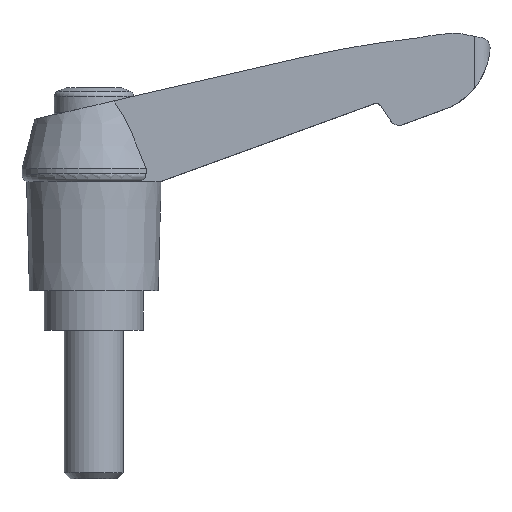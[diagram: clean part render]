
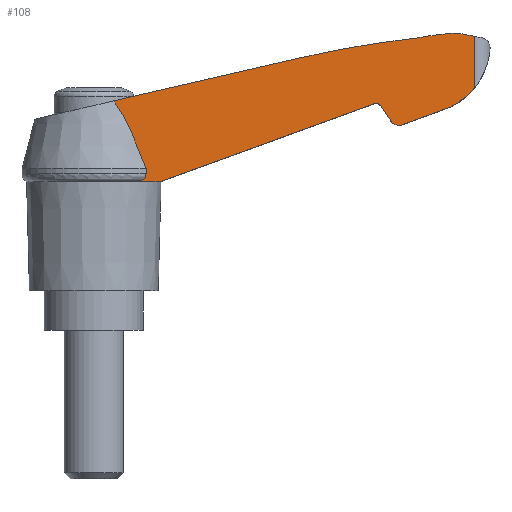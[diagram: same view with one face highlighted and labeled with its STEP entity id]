
A CAD part, top view. The second image highlights one B-rep face of the part: STEP entity #108.
In plain terms, the highlighted planar face has unit normal (0.035, 0, 0.999).
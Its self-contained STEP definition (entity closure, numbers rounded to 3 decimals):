
#108 = ADVANCED_FACE( '', ( #293 ), #294, .F. );
#293 = FACE_OUTER_BOUND( '', #564, .T. );
#294 = PLANE( '', #565 );
#564 = EDGE_LOOP( '', ( #829, #830, #831, #832, #833, #834, #835, #836, #837, #838, #839, #840, #841, #842, #843 ) );
#565 = AXIS2_PLACEMENT_3D( '', #844, #845, #846 );
#829 = ORIENTED_EDGE( '', *, *, #1595, .F. );
#830 = ORIENTED_EDGE( '', *, *, #1596, .T. );
#831 = ORIENTED_EDGE( '', *, *, #1597, .F. );
#832 = ORIENTED_EDGE( '', *, *, #1598, .F. );
#833 = ORIENTED_EDGE( '', *, *, #1599, .T. );
#834 = ORIENTED_EDGE( '', *, *, #1600, .F. );
#835 = ORIENTED_EDGE( '', *, *, #1601, .F. );
#836 = ORIENTED_EDGE( '', *, *, #1602, .F. );
#837 = ORIENTED_EDGE( '', *, *, #1603, .F. );
#838 = ORIENTED_EDGE( '', *, *, #1604, .F. );
#839 = ORIENTED_EDGE( '', *, *, #1605, .F. );
#840 = ORIENTED_EDGE( '', *, *, #1606, .F. );
#841 = ORIENTED_EDGE( '', *, *, #1607, .F. );
#842 = ORIENTED_EDGE( '', *, *, #1608, .F. );
#843 = ORIENTED_EDGE( '', *, *, #1609, .F. );
#844 = CARTESIAN_POINT( '', ( 0., 35., 5.157 ) );
#845 = DIRECTION( '', ( -0.035, 0., -0.999 ) );
#846 = DIRECTION( '', ( -0.999, 0., 0.035 ) );
#1595 = EDGE_CURVE( '', #1894, #1895, #1896, .T. );
#1596 = EDGE_CURVE( '', #1894, #1897, #1898, .T. );
#1597 = EDGE_CURVE( '', #1899, #1897, #1900, .T. );
#1598 = EDGE_CURVE( '', #1901, #1899, #1902, .T. );
#1599 = EDGE_CURVE( '', #1901, #1903, #1904, .T. );
#1600 = EDGE_CURVE( '', #1905, #1903, #1906, .T. );
#1601 = EDGE_CURVE( '', #1907, #1905, #1908, .T. );
#1602 = EDGE_CURVE( '', #1909, #1907, #1910, .T. );
#1603 = EDGE_CURVE( '', #1911, #1909, #1912, .T. );
#1604 = EDGE_CURVE( '', #1913, #1911, #1914, .T. );
#1605 = EDGE_CURVE( '', #1915, #1913, #1916, .T. );
#1606 = EDGE_CURVE( '', #1917, #1915, #1918, .T. );
#1607 = EDGE_CURVE( '', #1919, #1917, #1920, .T. );
#1608 = EDGE_CURVE( '', #1921, #1919, #1922, .T. );
#1609 = EDGE_CURVE( '', #1895, #1921, #1923, .T. );
#1894 = VERTEX_POINT( '', #2338 );
#1895 = VERTEX_POINT( '', #2339 );
#1896 = LINE( '', #2340, #2341 );
#1897 = VERTEX_POINT( '', #2342 );
#1898 = B_SPLINE_CURVE_WITH_KNOTS( '', 3, ( #2343, #2344, #2345, #2346, #2347, #2348 ), .UNSPECIFIED., .F., .F., ( 4, 2, 4 ), ( 0., 0.001, 0.001 ), .UNSPECIFIED. );
#1899 = VERTEX_POINT( '', #2349 );
#1900 = LINE( '', #2350, #2351 );
#1901 = VERTEX_POINT( '', #2352 );
#1902 = LINE( '', #2353, #2354 );
#1903 = VERTEX_POINT( '', #2355 );
#1904 = ELLIPSE( '', #2356, 0.5, 0.5 );
#1905 = VERTEX_POINT( '', #2357 );
#1906 = LINE( '', #2358, #2359 );
#1907 = VERTEX_POINT( '', #2360 );
#1908 = ELLIPSE( '', #2361, 1.001, 1. );
#1909 = VERTEX_POINT( '', #2362 );
#1910 = LINE( '', #2363, #2364 );
#1911 = VERTEX_POINT( '', #2365 );
#1912 = ELLIPSE( '', #2366, 7.004, 7. );
#1913 = VERTEX_POINT( '', #2367 );
#1914 = LINE( '', #2368, #2369 );
#1915 = VERTEX_POINT( '', #2370 );
#1916 = ELLIPSE( '', #2371, 31.019, 31. );
#1917 = VERTEX_POINT( '', #2372 );
#1918 = ELLIPSE( '', #2373, 29.818, 29.8 );
#1919 = VERTEX_POINT( '', #2374 );
#1920 = ELLIPSE( '', #2375, 105.065, 105. );
#1921 = VERTEX_POINT( '', #2376 );
#1922 = LINE( '', #2377, #2378 );
#1923 = B_SPLINE_CURVE_WITH_KNOTS( '', 3, ( #2379, #2380, #2381, #2382, #2383, #2384, #2385, #2386, #2387, #2388 ), .UNSPECIFIED., .F., .F., ( 4, 2, 2, 2, 4 ), ( 0., 0.004, 0.006, 0.007, 0.008 ), .UNSPECIFIED. );
#2338 = CARTESIAN_POINT( '', ( 5.277, 15.772, 4.971 ) );
#2339 = CARTESIAN_POINT( '', ( 5.277, 16.3, 4.971 ) );
#2340 = CARTESIAN_POINT( '', ( 5.277, 44.198, 4.971 ) );
#2341 = VECTOR( '', #3054, 1000. );
#2342 = CARTESIAN_POINT( '', ( 4.596, 15., 4.995 ) );
#2343 = CARTESIAN_POINT( '', ( 5.277, 15.772, 4.971 ) );
#2344 = CARTESIAN_POINT( '', ( 5.273, 15.588, 4.971 ) );
#2345 = CARTESIAN_POINT( '', ( 5.185, 15.415, 4.974 ) );
#2346 = CARTESIAN_POINT( '', ( 4.931, 15.154, 4.983 ) );
#2347 = CARTESIAN_POINT( '', ( 4.769, 15.062, 4.989 ) );
#2348 = CARTESIAN_POINT( '', ( 4.596, 15., 4.995 ) );
#2349 = CARTESIAN_POINT( '', ( 6.7, 15., 4.921 ) );
#2350 = CARTESIAN_POINT( '', ( -0.074, 15., 5.159 ) );
#2351 = VECTOR( '', #3055, 1000. );
#2352 = CARTESIAN_POINT( '', ( 28.344, 22.878, 4.16 ) );
#2353 = CARTESIAN_POINT( '', ( 6.628, 14.974, 4.924 ) );
#2354 = VECTOR( '', #3056, 1000. );
#2355 = CARTESIAN_POINT( '', ( 28.929, 22.687, 4.139 ) );
#2356 = AXIS2_PLACEMENT_3D( '', #3057, #3058, #3059 );
#2357 = CARTESIAN_POINT( '', ( 29.977, 21.134, 4.102 ) );
#2358 = CARTESIAN_POINT( '', ( 28.895, 22.738, 4.141 ) );
#2359 = VECTOR( '', #3060, 1000. );
#2360 = CARTESIAN_POINT( '', ( 31.148, 20.754, 4.061 ) );
#2361 = AXIS2_PLACEMENT_3D( '', #3061, #3062, #3063 );
#2362 = CARTESIAN_POINT( '', ( 35.1, 22.192, 3.922 ) );
#2363 = CARTESIAN_POINT( '', ( 31.049, 20.718, 4.065 ) );
#2364 = VECTOR( '', #3064, 1000. );
#2365 = CARTESIAN_POINT( '', ( 38.456, 24.475, 3.804 ) );
#2366 = AXIS2_PLACEMENT_3D( '', #3065, #3066, #3067 );
#2367 = CARTESIAN_POINT( '', ( 38.456, 29.67, 3.804 ) );
#2368 = CARTESIAN_POINT( '', ( 38.456, 35., 3.804 ) );
#2369 = VECTOR( '', #3068, 1000. );
#2370 = CARTESIAN_POINT( '', ( 36.6, 30., 3.87 ) );
#2371 = AXIS2_PLACEMENT_3D( '', #3069, #3070, #3071 );
#2372 = CARTESIAN_POINT( '', ( 32.6, 29.5, 4.01 ) );
#2373 = AXIS2_PLACEMENT_3D( '', #3072, #3073, #3074 );
#2374 = CARTESIAN_POINT( '', ( 21., 27.532, 4.418 ) );
#2375 = AXIS2_PLACEMENT_3D( '', #3075, #3076, #3077 );
#2376 = CARTESIAN_POINT( '', ( 2.014, 23.149, 5.086 ) );
#2377 = CARTESIAN_POINT( '', ( 20.906, 27.511, 4.422 ) );
#2378 = VECTOR( '', #3078, 1000. );
#2379 = CARTESIAN_POINT( '', ( 5.277, 16.3, 4.971 ) );
#2380 = CARTESIAN_POINT( '', ( 4.838, 17.49, 4.987 ) );
#2381 = CARTESIAN_POINT( '', ( 4.376, 18.673, 5.003 ) );
#2382 = CARTESIAN_POINT( '', ( 3.6, 20.41, 5.03 ) );
#2383 = CARTESIAN_POINT( '', ( 3.327, 20.983, 5.04 ) );
#2384 = CARTESIAN_POINT( '', ( 2.876, 21.822, 5.056 ) );
#2385 = CARTESIAN_POINT( '', ( 2.72, 22.097, 5.061 ) );
#2386 = CARTESIAN_POINT( '', ( 2.385, 22.636, 5.073 ) );
#2387 = CARTESIAN_POINT( '', ( 2.207, 22.899, 5.079 ) );
#2388 = CARTESIAN_POINT( '', ( 2.014, 23.149, 5.086 ) );
#3054 = DIRECTION( '', ( 0., 1., 0. ) );
#3055 = DIRECTION( '', ( -0.999, 0., 0.035 ) );
#3056 = DIRECTION( '', ( -0.939, -0.342, 0.033 ) );
#3057 = CARTESIAN_POINT( '', ( 28.515, 22.408, 4.154 ) );
#3058 = DIRECTION( '', ( -0.035, 0., -0.999 ) );
#3059 = DIRECTION( '', ( 0.999, 0., -0.035 ) );
#3060 = DIRECTION( '', ( -0.559, 0.829, 0.02 ) );
#3061 = CARTESIAN_POINT( '', ( 30.806, 21.694, 4.073 ) );
#3062 = DIRECTION( '', ( -0.035, 0., -0.999 ) );
#3063 = DIRECTION( '', ( 0.999, 0., -0.035 ) );
#3064 = DIRECTION( '', ( -0.939, -0.342, 0.033 ) );
#3065 = CARTESIAN_POINT( '', ( 33.01, 28.873, 3.996 ) );
#3066 = DIRECTION( '', ( -0.035, 0., -0.999 ) );
#3067 = DIRECTION( '', ( 0.999, 0., -0.035 ) );
#3068 = DIRECTION( '', ( 0., -1., 0. ) );
#3069 = CARTESIAN_POINT( '', ( 32.097, -0.671, 4.028 ) );
#3070 = DIRECTION( '', ( -0.035, 0., -0.999 ) );
#3071 = DIRECTION( '', ( 0.999, 0., -0.035 ) );
#3072 = CARTESIAN_POINT( '', ( 38.288, 0.248, 3.81 ) );
#3073 = DIRECTION( '', ( -0.035, 0., -0.999 ) );
#3074 = DIRECTION( '', ( 0.999, 0., -0.035 ) );
#3075 = CARTESIAN_POINT( '', ( 44.332, -74.843, 3.598 ) );
#3076 = DIRECTION( '', ( -0.035, 0., -0.999 ) );
#3077 = DIRECTION( '', ( 0.999, 0., -0.035 ) );
#3078 = DIRECTION( '', ( 0.974, 0.225, -0.034 ) );
